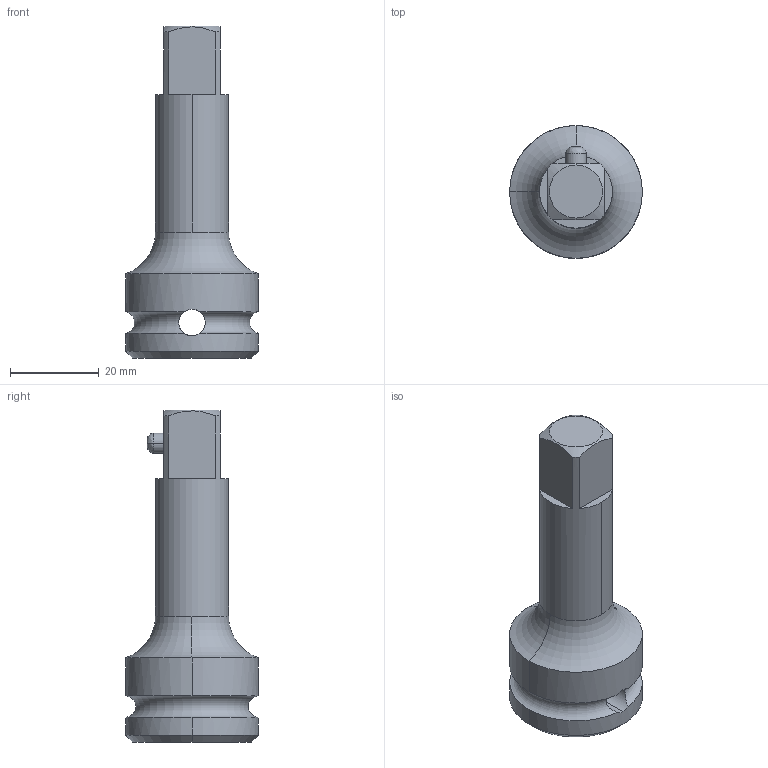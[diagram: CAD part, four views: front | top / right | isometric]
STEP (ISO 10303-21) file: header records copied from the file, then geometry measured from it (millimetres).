
FILE_DESCRIPTION((''),'2;1');
FILE_NAME('4027133401','2023-08-22T12:42:19',('A00565553'),(''),'CREO PARAMETRIC BY PTC INC, 2022414','CREO PARAMETRIC BY PTC INC, 2022414','');
FILE_SCHEMA(('CONFIG_CONTROL_DESIGN','GEOMETRIC_VALIDATION_PROPERTIES_MIM'));
Length unit declared in the file: millimetre
Products named in the file (1): 4027133401
Bounding box: 30 x 30 x 75 mm (x, y, z)
Volume: 21691.3 mm3; surface area: 7236.9 mm2
Topology: 2 solids, 2 shells, 64 faces, 161 edges, 102 vertices
Faces by surface type: plane 25, cylinder 21, cone 10, torus 4, bspline 4
Entity records: 3314 total; most frequent: CARTESIAN_POINT 1134, ORIENTED_EDGE 322, DIRECTION 308, PRESENTATION_STYLE_ASSIGNMENT 171, STYLED_ITEM 163, CURVE_STYLE 161, EDGE_CURVE 161, AXIS2_PLACEMENT_3D 126
